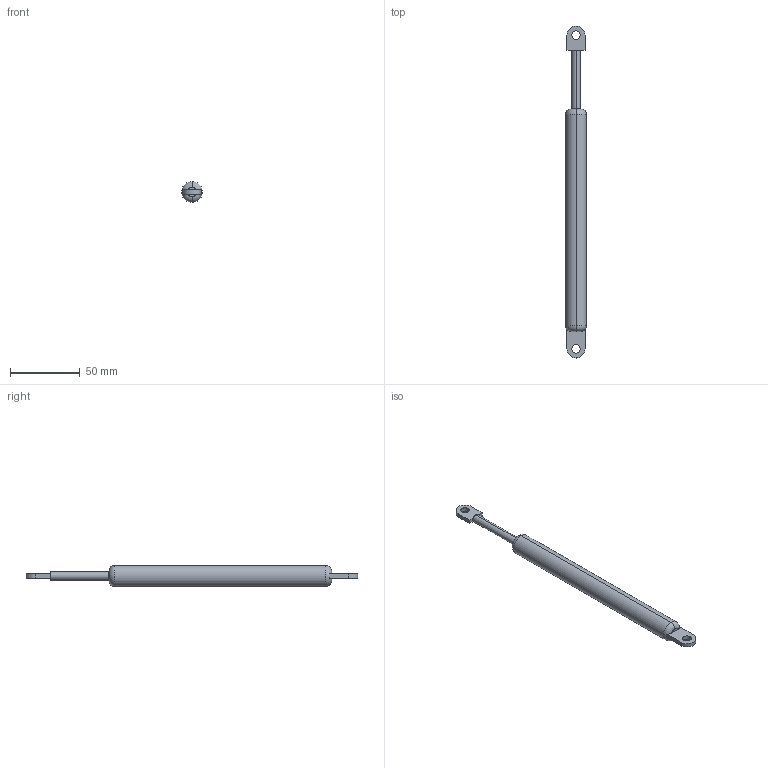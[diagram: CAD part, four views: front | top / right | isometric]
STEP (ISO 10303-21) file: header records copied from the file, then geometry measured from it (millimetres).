
FILE_DESCRIPTION (( 'STEP AP203' ), '1' );
FILE_NAME ('084.527.010.STEP', '2013-01-29T07:51:01', ( 'Alusic' ), ( 'Alusic' ), 'SwSTEP 2.0', 'SolidWorks 2011', '' );
FILE_SCHEMA (( 'CONFIG_CONTROL_DESIGN' ));
Length unit declared in the file: millimetre
Products named in the file (3): 082694 - CORPO; 082694 - STELO; 084.527.010
Assembly tree (2 placements, depth 2):
  084.527.010
    082694 - STELO
    082694 - CORPO
Bounding box: 15 x 238.63 x 15 mm (x, y, z)
Volume: 34367.4 mm3; surface area: 12376.7 mm2
Topology: 2 solids, 2 shells, 30 faces, 70 edges, 44 vertices
Faces by surface type: plane 16, cylinder 10, torus 4
Entity records: 1219 total; most frequent: CARTESIAN_POINT 203, DIRECTION 168, ORIENTED_EDGE 140, EDGE_CURVE 70, AXIS2_PLACEMENT_3D 69, VERTEX_POINT 44, CIRCLE 34, EDGE_LOOP 34
